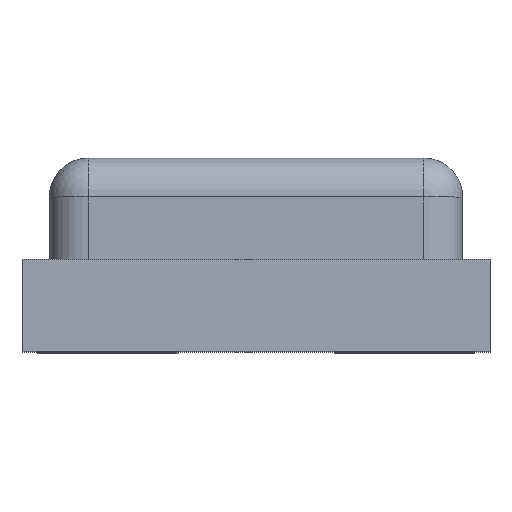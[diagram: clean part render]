
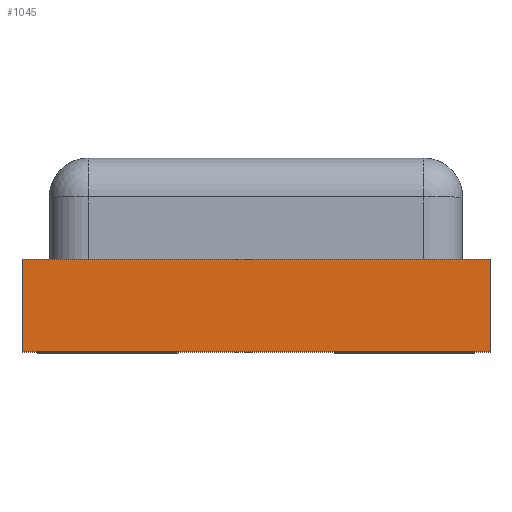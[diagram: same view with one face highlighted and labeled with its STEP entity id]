
A CAD part, top view. The second image highlights one B-rep face of the part: STEP entity #1045.
In plain terms, the highlighted planar face has unit normal (0, 0, 1).
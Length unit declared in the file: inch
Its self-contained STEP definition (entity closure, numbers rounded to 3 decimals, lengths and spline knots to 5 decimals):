
#51 = DIRECTION ( 'NONE',  ( 0., 1., 0. ) ) ;
#215 = LINE ( 'NONE', #772, #2240 ) ;
#274 = CARTESIAN_POINT ( 'NONE',  ( 0.05906, 0.02323, 0.07874 ) ) ;
#275 = VECTOR ( 'NONE', #51, 39.37008 ) ;
#330 = EDGE_CURVE ( 'NONE', #2149, #569, #2338, .T. ) ;
#337 = DIRECTION ( 'NONE',  ( 1., 0., 0. ) ) ;
#339 = CARTESIAN_POINT ( 'NONE',  ( 0.05906, 0.02323, 0.07874 ) ) ;
#368 = CARTESIAN_POINT ( 'NONE',  ( -0.05906, 0.02323, 0.07874 ) ) ;
#406 = VERTEX_POINT ( 'NONE', #424 ) ;
#424 = CARTESIAN_POINT ( 'NONE',  ( 0.05906, 0., 0.07874 ) ) ;
#569 = VERTEX_POINT ( 'NONE', #2345 ) ;
#697 = LINE ( 'NONE', #274, #1083 ) ;
#746 = CARTESIAN_POINT ( 'NONE',  ( -0.05906, 0., 0.07874 ) ) ;
#755 = PLANE ( 'NONE',  #1700 ) ;
#772 = CARTESIAN_POINT ( 'NONE',  ( 0.05906, 0., 0.07874 ) ) ;
#804 = LINE ( 'NONE', #368, #2246 ) ;
#822 = ORIENTED_EDGE ( 'NONE', *, *, #330, .F. ) ;
#861 = EDGE_CURVE ( 'NONE', #406, #2149, #215, .T. ) ;
#875 = DIRECTION ( 'NONE',  ( 0., -1., 0. ) ) ;
#947 = CARTESIAN_POINT ( 'NONE',  ( 0., 0.01161, 0.07874 ) ) ;
#1045 = ADVANCED_FACE ( 'NONE', ( #2408 ), #755, .T. ) ;
#1070 = VERTEX_POINT ( 'NONE', #339 ) ;
#1083 = VECTOR ( 'NONE', #875, 39.37008 ) ;
#1295 = EDGE_LOOP ( 'NONE', ( #2534, #2351, #1809, #822 ) ) ;
#1369 = EDGE_CURVE ( 'NONE', #1070, #406, #697, .T. ) ;
#1700 = AXIS2_PLACEMENT_3D ( 'NONE', #947, #2604, #1970 ) ;
#1809 = ORIENTED_EDGE ( 'NONE', *, *, #1951, .F. ) ;
#1819 = DIRECTION ( 'NONE',  ( -1., 0., 0. ) ) ;
#1951 = EDGE_CURVE ( 'NONE', #569, #1070, #804, .T. ) ;
#1970 = DIRECTION ( 'NONE',  ( -1., 0., 0. ) ) ;
#2113 = CARTESIAN_POINT ( 'NONE',  ( -0.05906, 0., 0.07874 ) ) ;
#2149 = VERTEX_POINT ( 'NONE', #746 ) ;
#2240 = VECTOR ( 'NONE', #1819, 39.37008 ) ;
#2246 = VECTOR ( 'NONE', #337, 39.37008 ) ;
#2338 = LINE ( 'NONE', #2113, #275 ) ;
#2345 = CARTESIAN_POINT ( 'NONE',  ( -0.05906, 0.02323, 0.07874 ) ) ;
#2351 = ORIENTED_EDGE ( 'NONE', *, *, #1369, .F. ) ;
#2408 = FACE_OUTER_BOUND ( 'NONE', #1295, .T. ) ;
#2534 = ORIENTED_EDGE ( 'NONE', *, *, #861, .F. ) ;
#2604 = DIRECTION ( 'NONE',  ( 0., 0., 1. ) ) ;
